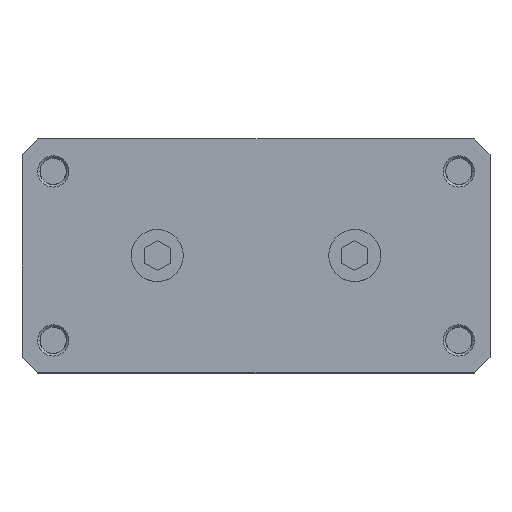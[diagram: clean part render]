
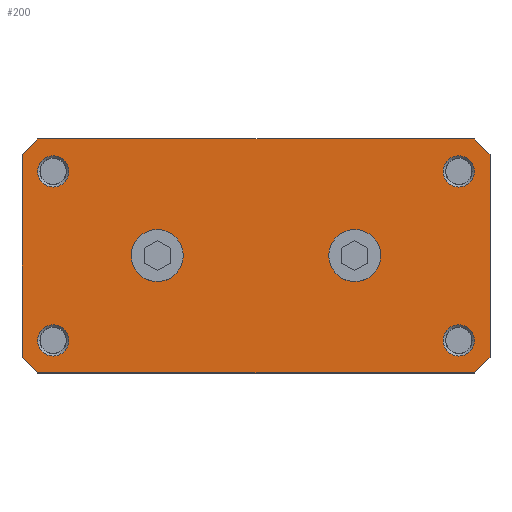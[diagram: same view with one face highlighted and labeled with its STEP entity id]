
A CAD part, top view. The second image highlights one B-rep face of the part: STEP entity #200.
In plain terms, the highlighted planar face has unit normal (0, 0, 1).
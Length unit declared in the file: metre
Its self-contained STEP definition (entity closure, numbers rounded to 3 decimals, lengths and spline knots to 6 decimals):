
#200 = ADVANCED_FACE( '', ( #471, #472, #473, #474, #475, #476, #477 ), #478, .F. );
#471 = FACE_BOUND( '', #832, .T. );
#472 = FACE_BOUND( '', #833, .T. );
#473 = FACE_BOUND( '', #834, .T. );
#474 = FACE_BOUND( '', #835, .T. );
#475 = FACE_BOUND( '', #836, .T. );
#476 = FACE_BOUND( '', #837, .T. );
#477 = FACE_OUTER_BOUND( '', #838, .T. );
#478 = PLANE( '', #839 );
#832 = EDGE_LOOP( '', ( #1348 ) );
#833 = EDGE_LOOP( '', ( #1349 ) );
#834 = EDGE_LOOP( '', ( #1350 ) );
#835 = EDGE_LOOP( '', ( #1351 ) );
#836 = EDGE_LOOP( '', ( #1352 ) );
#837 = EDGE_LOOP( '', ( #1353 ) );
#838 = EDGE_LOOP( '', ( #1354, #1355, #1356, #1357, #1358, #1359, #1360, #1361 ) );
#839 = AXIS2_PLACEMENT_3D( '', #1362, #1363, #1364 );
#1348 = ORIENTED_EDGE( '', *, *, #1973, .F. );
#1349 = ORIENTED_EDGE( '', *, *, #1974, .F. );
#1350 = ORIENTED_EDGE( '', *, *, #1847, .T. );
#1351 = ORIENTED_EDGE( '', *, *, #1877, .F. );
#1352 = ORIENTED_EDGE( '', *, *, #1975, .F. );
#1353 = ORIENTED_EDGE( '', *, *, #1976, .T. );
#1354 = ORIENTED_EDGE( '', *, *, #1902, .F. );
#1355 = ORIENTED_EDGE( '', *, *, #1977, .T. );
#1356 = ORIENTED_EDGE( '', *, *, #1849, .F. );
#1357 = ORIENTED_EDGE( '', *, *, #1947, .T. );
#1358 = ORIENTED_EDGE( '', *, *, #1951, .F. );
#1359 = ORIENTED_EDGE( '', *, *, #1962, .T. );
#1360 = ORIENTED_EDGE( '', *, *, #1978, .F. );
#1361 = ORIENTED_EDGE( '', *, *, #1979, .T. );
#1362 = CARTESIAN_POINT( '', ( -0.045, 0.0225, 0.008 ) );
#1363 = DIRECTION( '', ( 0., 0., -1. ) );
#1364 = DIRECTION( '', ( 0., 1., 0. ) );
#1847 = EDGE_CURVE( '', #2152, #2152, #2153, .T. );
#1849 = EDGE_CURVE( '', #2155, #2156, #2157, .T. );
#1877 = EDGE_CURVE( '', #2204, #2204, #2205, .T. );
#1902 = EDGE_CURVE( '', #2243, #2245, #2246, .T. );
#1947 = EDGE_CURVE( '', #2155, #2318, #2319, .F. );
#1951 = EDGE_CURVE( '', #2324, #2318, #2325, .T. );
#1962 = EDGE_CURVE( '', #2324, #2340, #2341, .F. );
#1973 = EDGE_CURVE( '', #2359, #2359, #2360, .T. );
#1974 = EDGE_CURVE( '', #2361, #2361, #2362, .T. );
#1975 = EDGE_CURVE( '', #2363, #2363, #2364, .T. );
#1976 = EDGE_CURVE( '', #2365, #2365, #2366, .T. );
#1977 = EDGE_CURVE( '', #2243, #2156, #2367, .F. );
#1978 = EDGE_CURVE( '', #2368, #2340, #2369, .T. );
#1979 = EDGE_CURVE( '', #2368, #2245, #2370, .F. );
#2152 = VERTEX_POINT( '', #2621 );
#2153 = CIRCLE( '', #2622, 0.003 );
#2155 = VERTEX_POINT( '', #2624 );
#2156 = VERTEX_POINT( '', #2625 );
#2157 = LINE( '', #2626, #2627 );
#2204 = VERTEX_POINT( '', #2751 );
#2205 = CIRCLE( '', #2752, 0.003 );
#2243 = VERTEX_POINT( '', #2869 );
#2245 = VERTEX_POINT( '', #2872 );
#2246 = LINE( '', #2873, #2874 );
#2318 = VERTEX_POINT( '', #2972 );
#2319 = LINE( '', #2973, #2974 );
#2324 = VERTEX_POINT( '', #2981 );
#2325 = LINE( '', #2982, #2983 );
#2340 = VERTEX_POINT( '', #3005 );
#2341 = LINE( '', #3006, #3007 );
#2359 = VERTEX_POINT( '', #3033 );
#2360 = CIRCLE( '', #3034, 0.003 );
#2361 = VERTEX_POINT( '', #3035 );
#2362 = CIRCLE( '', #3036, 0.003 );
#2363 = VERTEX_POINT( '', #3037 );
#2364 = CIRCLE( '', #3038, 0.003 );
#2365 = VERTEX_POINT( '', #3039 );
#2366 = CIRCLE( '', #3040, 0.003 );
#2367 = LINE( '', #3041, #3042 );
#2368 = VERTEX_POINT( '', #3043 );
#2369 = LINE( '', #3044, #3045 );
#2370 = LINE( '', #3046, #3047 );
#2621 = CARTESIAN_POINT( '', ( -0.036, -0.01625, 0.008 ) );
#2622 = AXIS2_PLACEMENT_3D( '', #3290, #3291, #3292 );
#2624 = CARTESIAN_POINT( '', ( -0.045, -0.0195, 0.008 ) );
#2625 = CARTESIAN_POINT( '', ( -0.045, 0.0195, 0.008 ) );
#2626 = CARTESIAN_POINT( '', ( -0.045, -0.0225, 0.008 ) );
#2627 = VECTOR( '', #3293, 1. );
#2751 = CARTESIAN_POINT( '', ( 0.036, -0.01625, 0.008 ) );
#2752 = AXIS2_PLACEMENT_3D( '', #3326, #3327, #3328 );
#2869 = CARTESIAN_POINT( '', ( -0.042, 0.0225, 0.008 ) );
#2872 = CARTESIAN_POINT( '', ( 0.042, 0.0225, 0.008 ) );
#2873 = CARTESIAN_POINT( '', ( -0.045, 0.0225, 0.008 ) );
#2874 = VECTOR( '', #3346, 1. );
#2972 = CARTESIAN_POINT( '', ( -0.042, -0.0225, 0.008 ) );
#2973 = CARTESIAN_POINT( '', ( -0.042, -0.0225, 0.008 ) );
#2974 = VECTOR( '', #3391, 1. );
#2981 = CARTESIAN_POINT( '', ( 0.042, -0.0225, 0.008 ) );
#2982 = CARTESIAN_POINT( '', ( 0.045, -0.0225, 0.008 ) );
#2983 = VECTOR( '', #3394, 1. );
#3005 = CARTESIAN_POINT( '', ( 0.045, -0.0195, 0.008 ) );
#3006 = CARTESIAN_POINT( '', ( 0.045, -0.0195, 0.008 ) );
#3007 = VECTOR( '', #3402, 1. );
#3033 = CARTESIAN_POINT( '', ( -0.016, 0., 0.008 ) );
#3034 = AXIS2_PLACEMENT_3D( '', #3411, #3412, #3413 );
#3035 = CARTESIAN_POINT( '', ( 0.022, 0., 0.008 ) );
#3036 = AXIS2_PLACEMENT_3D( '', #3414, #3415, #3416 );
#3037 = CARTESIAN_POINT( '', ( -0.036, 0.01625, 0.008 ) );
#3038 = AXIS2_PLACEMENT_3D( '', #3417, #3418, #3419 );
#3039 = CARTESIAN_POINT( '', ( 0.036, 0.01625, 0.008 ) );
#3040 = AXIS2_PLACEMENT_3D( '', #3420, #3421, #3422 );
#3041 = CARTESIAN_POINT( '', ( -0.045, 0.0195, 0.008 ) );
#3042 = VECTOR( '', #3423, 1. );
#3043 = CARTESIAN_POINT( '', ( 0.045, 0.0195, 0.008 ) );
#3044 = CARTESIAN_POINT( '', ( 0.045, 0.0225, 0.008 ) );
#3045 = VECTOR( '', #3424, 1. );
#3046 = CARTESIAN_POINT( '', ( 0.042, 0.0225, 0.008 ) );
#3047 = VECTOR( '', #3425, 1. );
#3290 = CARTESIAN_POINT( '', ( -0.039, -0.01625, 0.008 ) );
#3291 = DIRECTION( '', ( 0., 0., -1. ) );
#3292 = DIRECTION( '', ( 1., 0., 0. ) );
#3293 = DIRECTION( '', ( 0., 1., 0. ) );
#3326 = CARTESIAN_POINT( '', ( 0.039, -0.01625, 0.008 ) );
#3327 = DIRECTION( '', ( 0., 0., 1. ) );
#3328 = DIRECTION( '', ( -1., 0., 0. ) );
#3346 = DIRECTION( '', ( 1., 0., 0. ) );
#3391 = DIRECTION( '', ( -0.707, 0.707, 0. ) );
#3394 = DIRECTION( '', ( -1., 0., 0. ) );
#3402 = DIRECTION( '', ( -0.707, -0.707, 0. ) );
#3411 = CARTESIAN_POINT( '', ( -0.019, 0., 0.008 ) );
#3412 = DIRECTION( '', ( 0., 0., 1. ) );
#3413 = DIRECTION( '', ( 1., 0., 0. ) );
#3414 = CARTESIAN_POINT( '', ( 0.019, 0., 0.008 ) );
#3415 = DIRECTION( '', ( 0., 0., 1. ) );
#3416 = DIRECTION( '', ( 1., 0., 0. ) );
#3417 = CARTESIAN_POINT( '', ( -0.039, 0.01625, 0.008 ) );
#3418 = DIRECTION( '', ( 0., 0., 1. ) );
#3419 = DIRECTION( '', ( 1., 0., 0. ) );
#3420 = CARTESIAN_POINT( '', ( 0.039, 0.01625, 0.008 ) );
#3421 = DIRECTION( '', ( 0., 0., -1. ) );
#3422 = DIRECTION( '', ( -1., 0., 0. ) );
#3423 = DIRECTION( '', ( 0.707, 0.707, 0. ) );
#3424 = DIRECTION( '', ( 0., -1., 0. ) );
#3425 = DIRECTION( '', ( 0.707, -0.707, 0. ) );
